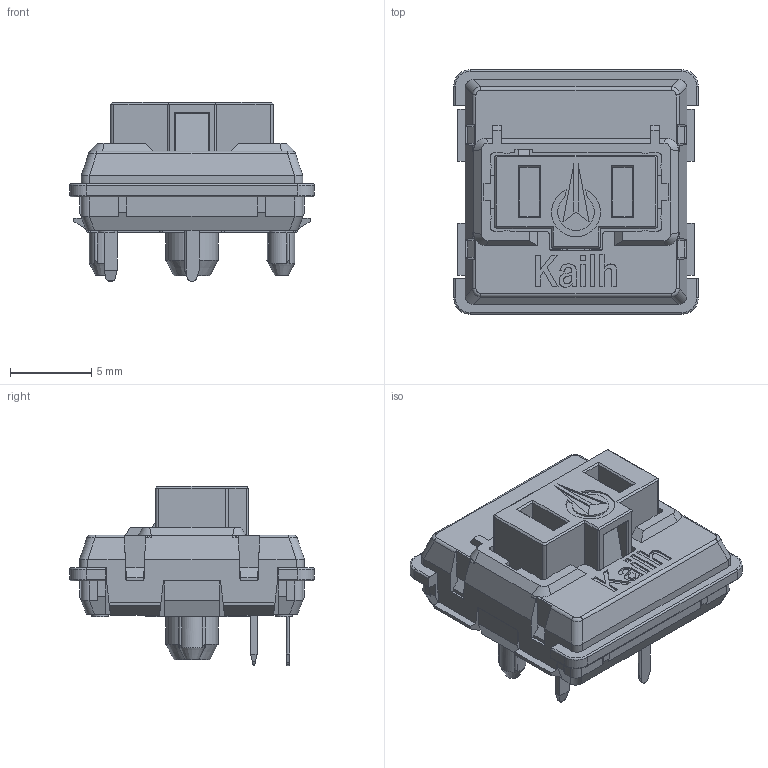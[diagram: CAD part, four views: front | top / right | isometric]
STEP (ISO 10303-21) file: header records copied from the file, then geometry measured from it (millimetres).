
FILE_DESCRIPTION(('FreeCAD Model'),'2;1');
FILE_NAME('Open CASCADE Shape Model','2023-05-24T17:24:52',(''),(''), 'Open CASCADE STEP processor 7.6','FreeCAD','Unknown');
FILE_SCHEMA(('AUTOMOTIVE_DESIGN { 1 0 10303 214 1 1 1 1 }'));
Length unit declared in the file: millimetre
Products named in the file (7): red_pro; bottom; contact003; pin007; pin008; stem; top
Assembly tree (6 placements, depth 2):
  red_pro
    bottom
    contact003
    pin007
    pin008
    stem
    top
Bounding box: 15 x 15 x 11 mm (x, y, z)
Volume: 662.9 mm3; surface area: 2089.6 mm2
Topology: 6 solids, 6 shells, 930 faces, 2409 edges, 1513 vertices
Faces by surface type: plane 572, cylinder 183, extrusion 64, torus 46, bspline 32, cone 19, sphere 14
Full cylindrical faces by diameter (mm): 0.25 x1, 0.95 x4, 1 x8, 1.7 x1, 1.8 x1, 2.7 x1, 3.2 x1, 4 x1
Entity records: 28938 total; most frequent: CARTESIAN_POINT 6209, ORIENTED_EDGE 4794, DIRECTION 4419, EDGE_CURVE 2397, VECTOR 1823, LINE 1759, VERTEX_POINT 1513, AXIS2_PLACEMENT_3D 1298
